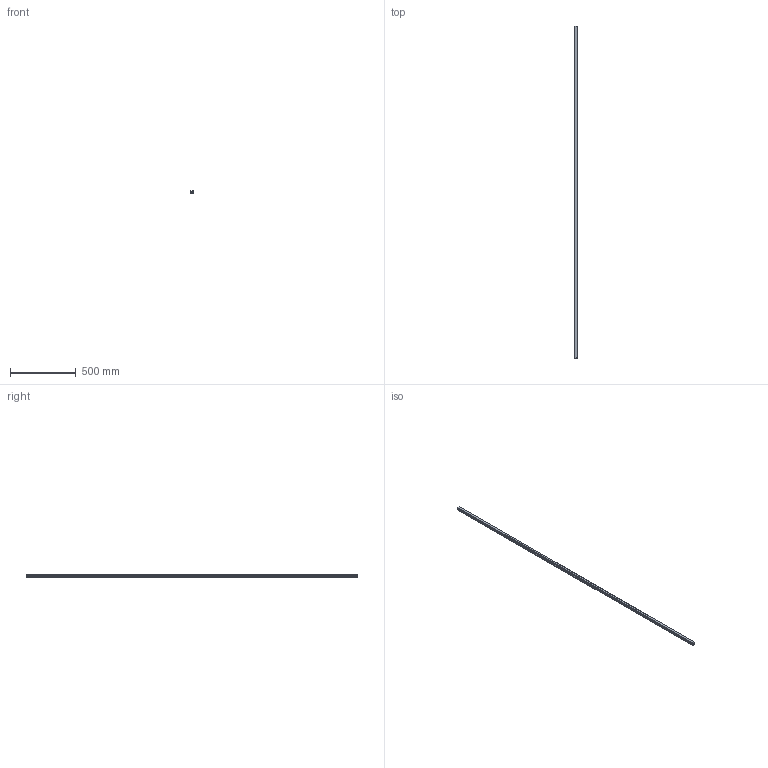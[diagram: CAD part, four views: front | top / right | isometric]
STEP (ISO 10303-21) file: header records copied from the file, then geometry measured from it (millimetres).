
FILE_DESCRIPTION(('STEP AP214'),'1');
FILE_NAME('cctmp_C763F4C1-5C15-45AC-962D-BC1682AFA6B9_2021_01_25_14_42_38_0721..stp','2021-01-25T13:42:38',('HIWIN GmbH'),('CADClick - www.CADClick.com'),'Spatial InterOp 3D',' ','unknown authorization');
FILE_SCHEMA(('AUTOMOTIVE_DESIGN'));
Length unit declared in the file: millimetre
Products named in the file (1): HGR25T2530C_FILE
Bounding box: 23 x 2530 x 22 mm (x, y, z)
Volume: 1093905.2 mm3; surface area: 240265.6 mm2
Topology: 1 solids, 1 shells, 405 faces, 1239 edges, 756 vertices
Faces by surface type: plane 215, cylinder 106, cone 84
Entity records: 16665 total; most frequent: DIRECTION 2515, CARTESIAN_POINT 2317, ORIENTED_EDGE 2310, EDGE_CURVE 1155, AXIS2_PLACEMENT_3D 954, VERTEX_POINT 756, LINE 607, VECTOR 607
